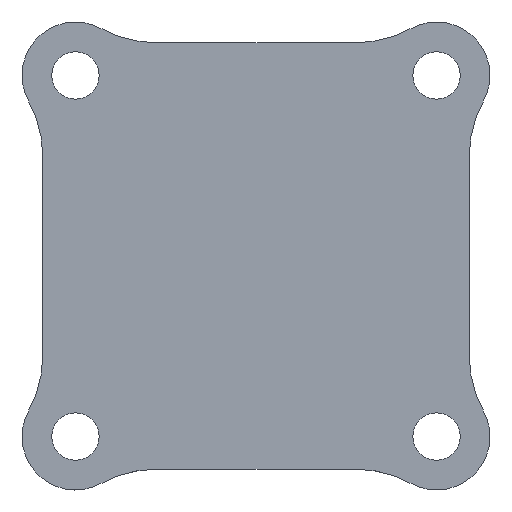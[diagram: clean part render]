
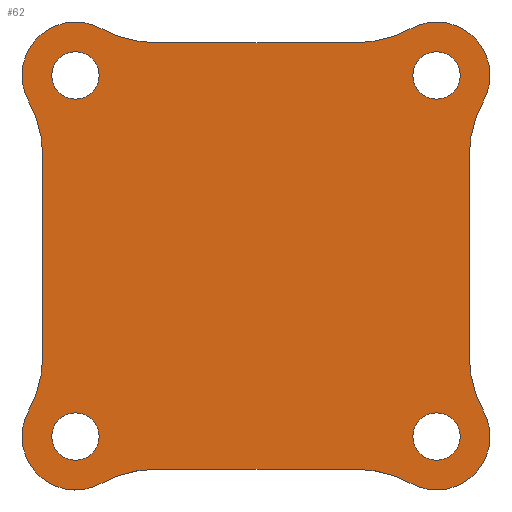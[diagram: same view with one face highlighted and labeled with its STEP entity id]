
A CAD part, top view. The second image highlights one B-rep face of the part: STEP entity #62.
In plain terms, the highlighted planar face has unit normal (0, 0, 1).
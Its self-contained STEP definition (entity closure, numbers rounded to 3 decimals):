
#62=ADVANCED_FACE('',(#266,#268,#270,#272,#274),#276,.T.);
#266=FACE_BOUND('',#267,.T.);
#267=EDGE_LOOP('',(#449,#450,#451,#452,#453,#454,#455,#456,#457,#458,#459,#460,#461,
#462,#463,#464));
#268=FACE_BOUND('',#269,.T.);
#269=EDGE_LOOP('',(#465));
#270=FACE_BOUND('',#271,.T.);
#271=EDGE_LOOP('',(#466));
#272=FACE_BOUND('',#273,.T.);
#273=EDGE_LOOP('',(#467));
#274=FACE_BOUND('',#275,.T.);
#275=EDGE_LOOP('',(#468));
#276=PLANE('',#277);
#277=AXIS2_PLACEMENT_3D('',#278,#279,#280);
#278=CARTESIAN_POINT('',(0.,0.,2.));
#279=DIRECTION('',(0.,0.,1.));
#280=DIRECTION('',(1.,0.,0.));
#449=ORIENTED_EDGE('',*,*,#561,.T.);
#450=ORIENTED_EDGE('',*,*,#562,.T.);
#451=ORIENTED_EDGE('',*,*,#563,.T.);
#452=ORIENTED_EDGE('',*,*,#564,.T.);
#453=ORIENTED_EDGE('',*,*,#565,.T.);
#454=ORIENTED_EDGE('',*,*,#566,.T.);
#455=ORIENTED_EDGE('',*,*,#567,.T.);
#456=ORIENTED_EDGE('',*,*,#568,.T.);
#457=ORIENTED_EDGE('',*,*,#569,.T.);
#458=ORIENTED_EDGE('',*,*,#570,.T.);
#459=ORIENTED_EDGE('',*,*,#571,.T.);
#460=ORIENTED_EDGE('',*,*,#572,.T.);
#461=ORIENTED_EDGE('',*,*,#573,.T.);
#462=ORIENTED_EDGE('',*,*,#574,.T.);
#463=ORIENTED_EDGE('',*,*,#575,.T.);
#464=ORIENTED_EDGE('',*,*,#576,.T.);
#465=ORIENTED_EDGE('',*,*,#577,.T.);
#466=ORIENTED_EDGE('',*,*,#578,.T.);
#467=ORIENTED_EDGE('',*,*,#579,.T.);
#468=ORIENTED_EDGE('',*,*,#580,.T.);
#561=EDGE_CURVE('',#637,#638,#639,.T.);
#562=EDGE_CURVE('',#638,#640,#641,.T.);
#563=EDGE_CURVE('',#640,#642,#643,.T.);
#564=EDGE_CURVE('',#642,#644,#645,.T.);
#565=EDGE_CURVE('',#644,#646,#647,.T.);
#566=EDGE_CURVE('',#646,#648,#649,.T.);
#567=EDGE_CURVE('',#648,#650,#651,.T.);
#568=EDGE_CURVE('',#650,#652,#653,.T.);
#569=EDGE_CURVE('',#652,#654,#655,.T.);
#570=EDGE_CURVE('',#654,#656,#657,.T.);
#571=EDGE_CURVE('',#656,#658,#659,.T.);
#572=EDGE_CURVE('',#658,#660,#661,.T.);
#573=EDGE_CURVE('',#660,#662,#663,.T.);
#574=EDGE_CURVE('',#662,#664,#665,.T.);
#575=EDGE_CURVE('',#664,#666,#667,.T.);
#576=EDGE_CURVE('',#666,#637,#668,.T.);
#577=EDGE_CURVE('',#669,#669,#670,.F.);
#578=EDGE_CURVE('',#671,#671,#672,.F.);
#579=EDGE_CURVE('',#673,#673,#674,.F.);
#580=EDGE_CURVE('',#675,#675,#676,.F.);
#637=VERTEX_POINT('',#789);
#638=VERTEX_POINT('',#790);
#639=CIRCLE('',#791,10.);
#640=VERTEX_POINT('',#795);
#641=CIRCLE('',#796,4.513);
#642=VERTEX_POINT('',#800);
#643=CIRCLE('',#801,10.);
#644=VERTEX_POINT('',#805);
#645=LINE('',#806,#807);
#646=VERTEX_POINT('',#809);
#647=CIRCLE('',#810,10.);
#648=VERTEX_POINT('',#814);
#649=CIRCLE('',#815,4.513);
#650=VERTEX_POINT('',#819);
#651=CIRCLE('',#820,10.);
#652=VERTEX_POINT('',#824);
#653=LINE('',#825,#826);
#654=VERTEX_POINT('',#828);
#655=CIRCLE('',#829,10.);
#656=VERTEX_POINT('',#833);
#657=CIRCLE('',#834,4.513);
#658=VERTEX_POINT('',#838);
#659=CIRCLE('',#839,10.);
#660=VERTEX_POINT('',#843);
#661=LINE('',#844,#845);
#662=VERTEX_POINT('',#847);
#663=CIRCLE('',#848,10.);
#664=VERTEX_POINT('',#852);
#665=CIRCLE('',#853,4.513);
#666=VERTEX_POINT('',#857);
#667=CIRCLE('',#858,10.);
#668=LINE('',#862,#863);
#669=VERTEX_POINT('',#865);
#670=CIRCLE('',#866,2.);
#671=VERTEX_POINT('',#870);
#672=CIRCLE('',#871,2.);
#673=VERTEX_POINT('',#875);
#674=CIRCLE('',#876,2.);
#675=VERTEX_POINT('',#880);
#676=CIRCLE('',#881,2.);
#789=CARTESIAN_POINT('',(-8.318,18.,2.));
#790=CARTESIAN_POINT('',(-13.094,19.215,2.));
#791=AXIS2_PLACEMENT_3D('',#792,#793,#794);
#792=CARTESIAN_POINT('',(-8.318,28.,2.));
#793=DIRECTION('',(0.,0.,-1.));
#794=DIRECTION('',(0.,-1.,0.));
#795=CARTESIAN_POINT('',(-19.215,13.094,2.));
#796=AXIS2_PLACEMENT_3D('',#797,#798,#799);
#797=CARTESIAN_POINT('',(-15.25,15.25,2.));
#798=DIRECTION('',(0.,0.,1.));
#799=DIRECTION('',(0.478,0.879,0.));
#800=CARTESIAN_POINT('',(-18.,8.318,2.));
#801=AXIS2_PLACEMENT_3D('',#802,#803,#804);
#802=CARTESIAN_POINT('',(-28.,8.318,2.));
#803=DIRECTION('',(0.,0.,-1.));
#804=DIRECTION('',(0.879,0.478,0.));
#805=CARTESIAN_POINT('',(-18.,-8.318,2.));
#806=CARTESIAN_POINT('',(-18.,8.318,2.));
#807=VECTOR('',#808,1.);
#808=DIRECTION('',(0.,-1.,0.));
#809=CARTESIAN_POINT('',(-19.215,-13.094,2.));
#810=AXIS2_PLACEMENT_3D('',#811,#812,#813);
#811=CARTESIAN_POINT('',(-28.,-8.318,2.));
#812=DIRECTION('',(0.,0.,-1.));
#813=DIRECTION('',(1.,0.,0.));
#814=CARTESIAN_POINT('',(-13.094,-19.215,2.));
#815=AXIS2_PLACEMENT_3D('',#816,#817,#818);
#816=CARTESIAN_POINT('',(-15.25,-15.25,2.));
#817=DIRECTION('',(0.,0.,1.));
#818=DIRECTION('',(-0.879,0.478,0.));
#819=CARTESIAN_POINT('',(-8.318,-18.,2.));
#820=AXIS2_PLACEMENT_3D('',#821,#822,#823);
#821=CARTESIAN_POINT('',(-8.318,-28.,2.));
#822=DIRECTION('',(0.,0.,-1.));
#823=DIRECTION('',(-0.478,0.879,0.));
#824=CARTESIAN_POINT('',(8.318,-18.,2.));
#825=CARTESIAN_POINT('',(-8.318,-18.,2.));
#826=VECTOR('',#827,1.);
#827=DIRECTION('',(1.,0.,0.));
#828=CARTESIAN_POINT('',(13.094,-19.215,2.));
#829=AXIS2_PLACEMENT_3D('',#830,#831,#832);
#830=CARTESIAN_POINT('',(8.318,-28.,2.));
#831=DIRECTION('',(0.,0.,-1.));
#832=DIRECTION('',(0.,1.,0.));
#833=CARTESIAN_POINT('',(19.215,-13.094,2.));
#834=AXIS2_PLACEMENT_3D('',#835,#836,#837);
#835=CARTESIAN_POINT('',(15.25,-15.25,2.));
#836=DIRECTION('',(0.,0.,1.));
#837=DIRECTION('',(-0.478,-0.879,0.));
#838=CARTESIAN_POINT('',(18.,-8.318,2.));
#839=AXIS2_PLACEMENT_3D('',#840,#841,#842);
#840=CARTESIAN_POINT('',(28.,-8.318,2.));
#841=DIRECTION('',(0.,0.,-1.));
#842=DIRECTION('',(-0.879,-0.478,0.));
#843=CARTESIAN_POINT('',(18.,8.318,2.));
#844=CARTESIAN_POINT('',(18.,-8.318,2.));
#845=VECTOR('',#846,1.);
#846=DIRECTION('',(0.,1.,0.));
#847=CARTESIAN_POINT('',(19.215,13.094,2.));
#848=AXIS2_PLACEMENT_3D('',#849,#850,#851);
#849=CARTESIAN_POINT('',(28.,8.318,2.));
#850=DIRECTION('',(0.,0.,-1.));
#851=DIRECTION('',(-1.,0.,0.));
#852=CARTESIAN_POINT('',(13.094,19.215,2.));
#853=AXIS2_PLACEMENT_3D('',#854,#855,#856);
#854=CARTESIAN_POINT('',(15.25,15.25,2.));
#855=DIRECTION('',(0.,0.,1.));
#856=DIRECTION('',(0.879,-0.478,0.));
#857=CARTESIAN_POINT('',(8.318,18.,2.));
#858=AXIS2_PLACEMENT_3D('',#859,#860,#861);
#859=CARTESIAN_POINT('',(8.318,28.,2.));
#860=DIRECTION('',(0.,0.,-1.));
#861=DIRECTION('',(0.478,-0.879,0.));
#862=CARTESIAN_POINT('',(8.318,18.,2.));
#863=VECTOR('',#864,1.);
#864=DIRECTION('',(-1.,0.,0.));
#865=CARTESIAN_POINT('',(-13.25,15.25,2.));
#866=AXIS2_PLACEMENT_3D('',#867,#868,#869);
#867=CARTESIAN_POINT('',(-15.25,15.25,2.));
#868=DIRECTION('',(0.,0.,1.));
#869=DIRECTION('',(1.,0.,0.));
#870=CARTESIAN_POINT('',(-13.25,-15.25,2.));
#871=AXIS2_PLACEMENT_3D('',#872,#873,#874);
#872=CARTESIAN_POINT('',(-15.25,-15.25,2.));
#873=DIRECTION('',(0.,0.,1.));
#874=DIRECTION('',(1.,0.,0.));
#875=CARTESIAN_POINT('',(13.25,-15.25,2.));
#876=AXIS2_PLACEMENT_3D('',#877,#878,#879);
#877=CARTESIAN_POINT('',(15.25,-15.25,2.));
#878=DIRECTION('',(0.,0.,1.));
#879=DIRECTION('',(-1.,0.,0.));
#880=CARTESIAN_POINT('',(13.25,15.25,2.));
#881=AXIS2_PLACEMENT_3D('',#882,#883,#884);
#882=CARTESIAN_POINT('',(15.25,15.25,2.));
#883=DIRECTION('',(0.,0.,1.));
#884=DIRECTION('',(-1.,0.,0.));
